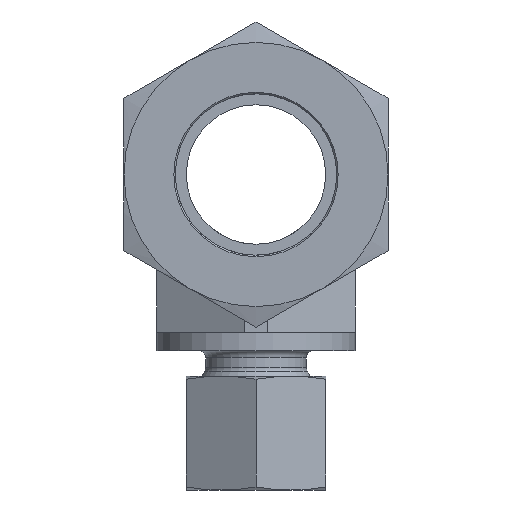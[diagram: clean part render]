
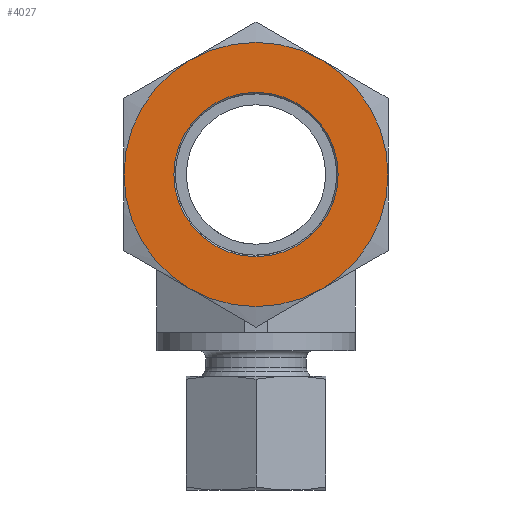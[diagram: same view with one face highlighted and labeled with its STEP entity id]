
A CAD part, front view. The second image highlights one B-rep face of the part: STEP entity #4027.
In plain terms, the highlighted face is planar.
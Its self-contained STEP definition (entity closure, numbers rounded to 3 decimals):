
#3931=CARTESIAN_POINT('',(11.2,0.,20.0));
#3932=VERTEX_POINT('',#3931);
#3933=CARTESIAN_POINT('',(0.0,0.0,20.0));
#3934=DIRECTION('',(0.0,0.0,1.0));
#3935=DIRECTION('',(-1.0,0.0,0.0));
#3936=AXIS2_PLACEMENT_3D('',#3933,#3934,#3935);
#3937=CIRCLE('',#3936,11.2);
#3938=EDGE_CURVE('',#3932,#3932,#3937,.T.);
#3963=CARTESIAN_POINT('',(0.0,0.,20.0));
#3964=DIRECTION('',(0.0,0.0,1.0));
#3965=DIRECTION('',(1.0,0.0,0.0));
#3966=AXIS2_PLACEMENT_3D('',#3963,#3964,#3965);
#3967=PLANE('',#3966);
#3968=CARTESIAN_POINT('',(-9.,-15.588,20.0));
#3969=VERTEX_POINT('',#3968);
#3970=CARTESIAN_POINT('',(9.,-15.588,20.0));
#3971=VERTEX_POINT('',#3970);
#3972=CARTESIAN_POINT('',(0.0,0.0,20.0));
#3973=DIRECTION('',(0.0,0.0,1.0));
#3974=DIRECTION('',(-0.5,-0.866,0.0));
#3975=AXIS2_PLACEMENT_3D('',#3972,#3973,#3974);
#3976=CIRCLE('',#3975,18.0);
#3977=EDGE_CURVE('',#3969,#3971,#3976,.T.);
#3978=ORIENTED_EDGE('',*,*,#3977,.T.);
#3979=CARTESIAN_POINT('',(18.,0.,20.0));
#3980=VERTEX_POINT('',#3979);
#3981=CARTESIAN_POINT('',(0.0,0.0,20.0));
#3982=DIRECTION('',(0.0,0.0,1.0));
#3983=DIRECTION('',(-0.5,-0.866,0.0));
#3984=AXIS2_PLACEMENT_3D('',#3981,#3982,#3983);
#3985=CIRCLE('',#3984,18.0);
#3986=EDGE_CURVE('',#3971,#3980,#3985,.T.);
#3987=ORIENTED_EDGE('',*,*,#3986,.T.);
#3988=CARTESIAN_POINT('',(9.,15.588,20.0));
#3989=VERTEX_POINT('',#3988);
#3990=CARTESIAN_POINT('',(0.0,0.0,20.0));
#3991=DIRECTION('',(0.0,0.0,1.0));
#3992=DIRECTION('',(-0.5,-0.866,0.0));
#3993=AXIS2_PLACEMENT_3D('',#3990,#3991,#3992);
#3994=CIRCLE('',#3993,18.0);
#3995=EDGE_CURVE('',#3980,#3989,#3994,.T.);
#3996=ORIENTED_EDGE('',*,*,#3995,.T.);
#3997=CARTESIAN_POINT('',(-9.,15.588,20.0));
#3998=VERTEX_POINT('',#3997);
#3999=CARTESIAN_POINT('',(0.0,0.0,20.0));
#4000=DIRECTION('',(0.0,0.0,1.0));
#4001=DIRECTION('',(-0.5,-0.866,0.0));
#4002=AXIS2_PLACEMENT_3D('',#3999,#4000,#4001);
#4003=CIRCLE('',#4002,18.0);
#4004=EDGE_CURVE('',#3989,#3998,#4003,.T.);
#4005=ORIENTED_EDGE('',*,*,#4004,.T.);
#4006=CARTESIAN_POINT('',(-18.,0.0,20.0));
#4007=VERTEX_POINT('',#4006);
#4008=CARTESIAN_POINT('',(0.0,0.0,20.0));
#4009=DIRECTION('',(0.0,0.0,1.0));
#4010=DIRECTION('',(-0.5,-0.866,0.0));
#4011=AXIS2_PLACEMENT_3D('',#4008,#4009,#4010);
#4012=CIRCLE('',#4011,18.0);
#4013=EDGE_CURVE('',#3998,#4007,#4012,.T.);
#4014=ORIENTED_EDGE('',*,*,#4013,.T.);
#4015=CARTESIAN_POINT('',(0.0,0.0,20.0));
#4016=DIRECTION('',(0.0,0.0,1.0));
#4017=DIRECTION('',(-0.5,-0.866,0.0));
#4018=AXIS2_PLACEMENT_3D('',#4015,#4016,#4017);
#4019=CIRCLE('',#4018,18.0);
#4020=EDGE_CURVE('',#4007,#3969,#4019,.T.);
#4021=ORIENTED_EDGE('',*,*,#4020,.T.);
#4022=EDGE_LOOP('',(#3978,#3987,#3996,#4005,#4014,#4021));
#4023=FACE_OUTER_BOUND('',#4022,.T.);
#4024=ORIENTED_EDGE('',*,*,#3938,.F.);
#4025=EDGE_LOOP('',(#4024));
#4026=FACE_BOUND('',#4025,.T.);
#4027=ADVANCED_FACE('',(#4023,#4026),#3967,.T.);
